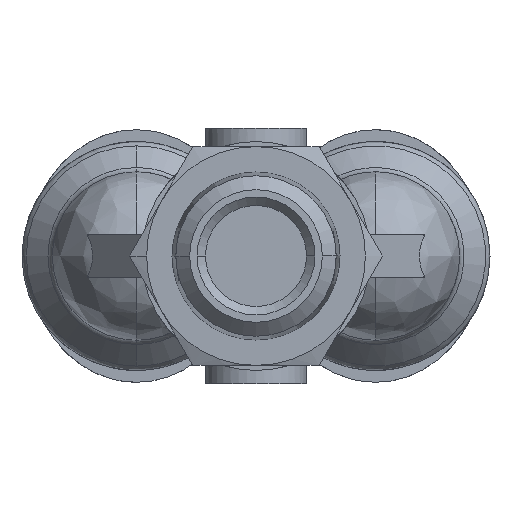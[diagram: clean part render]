
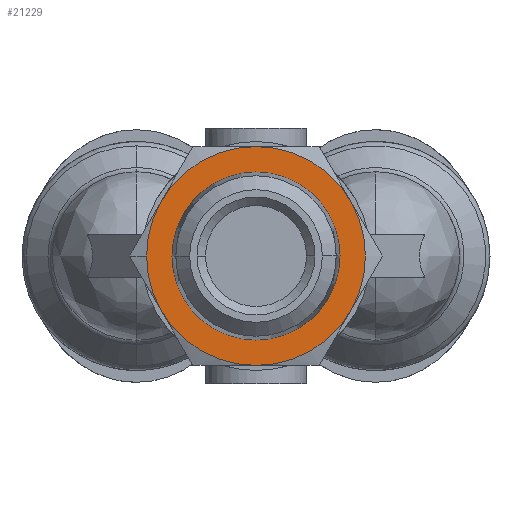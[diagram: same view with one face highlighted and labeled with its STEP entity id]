
A CAD part, front view. The second image highlights one B-rep face of the part: STEP entity #21229.
In plain terms, the highlighted face is planar.
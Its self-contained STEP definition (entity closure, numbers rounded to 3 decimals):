
#155 = ORIENTED_EDGE ( 'NONE', *, *, #6429, .F. ) ;
#335 = DIRECTION ( 'NONE',  ( 1., 0., 0. ) ) ;
#714 = DIRECTION ( 'NONE',  ( 1., 0., 0. ) ) ;
#1818 = AXIS2_PLACEMENT_3D ( 'NONE', #15556, #22943, #10993 ) ;
#2165 = CARTESIAN_POINT ( 'NONE',  ( -28.472, -6.5, 7.1 ) ) ;
#3003 = VERTEX_POINT ( 'NONE', #9132 ) ;
#3198 = EDGE_CURVE ( 'NONE', #3003, #27784, #16481, .T. ) ;
#3499 = CIRCLE ( 'NONE', #11477, 4.99 ) ;
#3873 = CARTESIAN_POINT ( 'NONE',  ( -28.472, 0., 0.6 ) ) ;
#3925 = DIRECTION ( 'NONE',  ( 1., 0., 0. ) ) ;
#4403 = DIRECTION ( 'NONE',  ( 0., 0., -1. ) ) ;
#5399 = EDGE_LOOP ( 'NONE', ( #12763, #14656, #155, #12235, #14440, #19353, #28913 ) ) ;
#5540 = EDGE_CURVE ( 'NONE', #23456, #27198, #3499, .T. ) ;
#5685 = ORIENTED_EDGE ( 'NONE', *, *, #5540, .F. ) ;
#6429 = EDGE_CURVE ( 'NONE', #26504, #3003, #30965, .T. ) ;
#6859 = AXIS2_PLACEMENT_3D ( 'NONE', #27950, #3925, #26045 ) ;
#7486 = DIRECTION ( 'NONE',  ( 1., 0., 0. ) ) ;
#7637 = CIRCLE ( 'NONE', #23911, 6.5 ) ;
#7681 = PLANE ( 'NONE',  #30351 ) ;
#8205 = EDGE_CURVE ( 'NONE', #9424, #26292, #27425, .T. ) ;
#8342 = CARTESIAN_POINT ( 'NONE',  ( -28.472, -3.25, 12.729 ) ) ;
#9127 = DIRECTION ( 'NONE',  ( 0., 0., -1. ) ) ;
#9132 = CARTESIAN_POINT ( 'NONE',  ( -28.472, 6.5, 7.1 ) ) ;
#9424 = VERTEX_POINT ( 'NONE', #2165 ) ;
#9624 = CIRCLE ( 'NONE', #14896, 6.5 ) ;
#9887 = EDGE_CURVE ( 'NONE', #26292, #19075, #10277, .T. ) ;
#9896 = CARTESIAN_POINT ( 'NONE',  ( -28.472, 0., 7.1 ) ) ;
#10205 = DIRECTION ( 'NONE',  ( 0., 0., -1. ) ) ;
#10277 = CIRCLE ( 'NONE', #25940, 6.5 ) ;
#10688 = CARTESIAN_POINT ( 'NONE',  ( -28.472, 0., 7.1 ) ) ;
#10739 = DIRECTION ( 'NONE',  ( 0., 0., -1. ) ) ;
#10993 = DIRECTION ( 'NONE',  ( 0., 0., -1. ) ) ;
#11318 = FACE_OUTER_BOUND ( 'NONE', #5399, .T. ) ;
#11477 = AXIS2_PLACEMENT_3D ( 'NONE', #10688, #25043, #22634 ) ;
#12235 = ORIENTED_EDGE ( 'NONE', *, *, #30270, .F. ) ;
#12763 = ORIENTED_EDGE ( 'NONE', *, *, #13422, .F. ) ;
#13353 = DIRECTION ( 'NONE',  ( 0., 0., -1. ) ) ;
#13422 = EDGE_CURVE ( 'NONE', #27784, #18628, #9624, .T. ) ;
#13538 = CIRCLE ( 'NONE', #30673, 6.5 ) ;
#14440 = ORIENTED_EDGE ( 'NONE', *, *, #9887, .F. ) ;
#14656 = ORIENTED_EDGE ( 'NONE', *, *, #3198, .F. ) ;
#14896 = AXIS2_PLACEMENT_3D ( 'NONE', #27082, #335, #22267 ) ;
#15253 = CARTESIAN_POINT ( 'NONE',  ( -28.472, 0., 7.1 ) ) ;
#15505 = CARTESIAN_POINT ( 'NONE',  ( -28.472, 0., 7.1 ) ) ;
#15556 = CARTESIAN_POINT ( 'NONE',  ( -28.472, 0., 7.1 ) ) ;
#16481 = CIRCLE ( 'NONE', #26517, 6.5 ) ;
#16966 = EDGE_LOOP ( 'NONE', ( #19155, #5685 ) ) ;
#17315 = CARTESIAN_POINT ( 'NONE',  ( -28.472, 3.25, 1.471 ) ) ;
#18250 = CARTESIAN_POINT ( 'NONE',  ( -28.472, 0., 7.1 ) ) ;
#18370 = CARTESIAN_POINT ( 'NONE',  ( -28.472, 3.25, 12.729 ) ) ;
#18628 = VERTEX_POINT ( 'NONE', #8342 ) ;
#18999 = DIRECTION ( 'NONE',  ( 1., 0., 0. ) ) ;
#19075 = VERTEX_POINT ( 'NONE', #3873 ) ;
#19155 = ORIENTED_EDGE ( 'NONE', *, *, #19514, .F. ) ;
#19353 = ORIENTED_EDGE ( 'NONE', *, *, #8205, .F. ) ;
#19514 = EDGE_CURVE ( 'NONE', #27198, #23456, #29930, .T. ) ;
#20073 = DIRECTION ( 'NONE',  ( 1., 0., 0. ) ) ;
#20481 = CARTESIAN_POINT ( 'NONE',  ( -28.472, 0., 7.1 ) ) ;
#20533 = CARTESIAN_POINT ( 'NONE',  ( -28.472, 0., 2.11 ) ) ;
#21229 = ADVANCED_FACE ( 'NONE', ( #27201, #11318 ), #7681, .F. ) ;
#21391 = CARTESIAN_POINT ( 'NONE',  ( -28.472, 0., 12.09 ) ) ;
#21841 = CARTESIAN_POINT ( 'NONE',  ( -28.472, -3.25, 1.471 ) ) ;
#22267 = DIRECTION ( 'NONE',  ( 0., 0., -1. ) ) ;
#22634 = DIRECTION ( 'NONE',  ( 0., 0., -1. ) ) ;
#22943 = DIRECTION ( 'NONE',  ( -1., 0., 0. ) ) ;
#23456 = VERTEX_POINT ( 'NONE', #21391 ) ;
#23911 = AXIS2_PLACEMENT_3D ( 'NONE', #23927, #18999, #9127 ) ;
#23927 = CARTESIAN_POINT ( 'NONE',  ( -28.472, 0., 7.1 ) ) ;
#25043 = DIRECTION ( 'NONE',  ( -1., 0., 0. ) ) ;
#25178 = DIRECTION ( 'NONE',  ( 1., 0., 0. ) ) ;
#25940 = AXIS2_PLACEMENT_3D ( 'NONE', #20481, #27819, #27713 ) ;
#26045 = DIRECTION ( 'NONE',  ( 0., 0., -1. ) ) ;
#26292 = VERTEX_POINT ( 'NONE', #21841 ) ;
#26504 = VERTEX_POINT ( 'NONE', #17315 ) ;
#26517 = AXIS2_PLACEMENT_3D ( 'NONE', #15253, #714, #4403 ) ;
#27082 = CARTESIAN_POINT ( 'NONE',  ( -28.472, 0., 7.1 ) ) ;
#27198 = VERTEX_POINT ( 'NONE', #20533 ) ;
#27201 = FACE_BOUND ( 'NONE', #16966, .T. ) ;
#27425 = CIRCLE ( 'NONE', #30735, 6.5 ) ;
#27713 = DIRECTION ( 'NONE',  ( 0., 0., -1. ) ) ;
#27784 = VERTEX_POINT ( 'NONE', #18370 ) ;
#27819 = DIRECTION ( 'NONE',  ( 1., 0., 0. ) ) ;
#27950 = CARTESIAN_POINT ( 'NONE',  ( -28.472, 0., 7.1 ) ) ;
#28913 = ORIENTED_EDGE ( 'NONE', *, *, #28972, .F. ) ;
#28972 = EDGE_CURVE ( 'NONE', #18628, #9424, #7637, .T. ) ;
#29930 = CIRCLE ( 'NONE', #1818, 4.99 ) ;
#30270 = EDGE_CURVE ( 'NONE', #19075, #26504, #13538, .T. ) ;
#30351 = AXIS2_PLACEMENT_3D ( 'NONE', #9896, #7486, #10205 ) ;
#30673 = AXIS2_PLACEMENT_3D ( 'NONE', #15505, #20073, #10739 ) ;
#30735 = AXIS2_PLACEMENT_3D ( 'NONE', #18250, #25178, #13353 ) ;
#30965 = CIRCLE ( 'NONE', #6859, 6.5 ) ;
